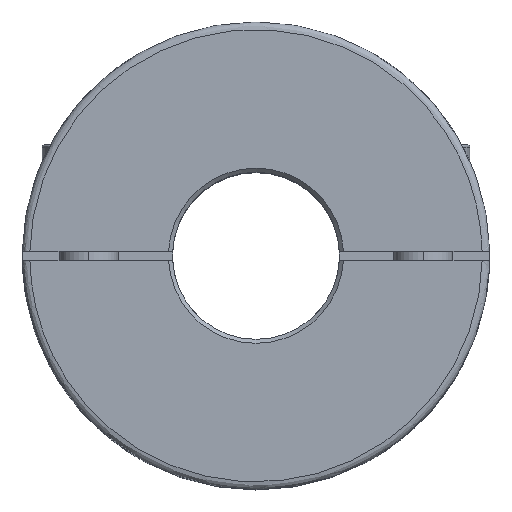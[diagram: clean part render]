
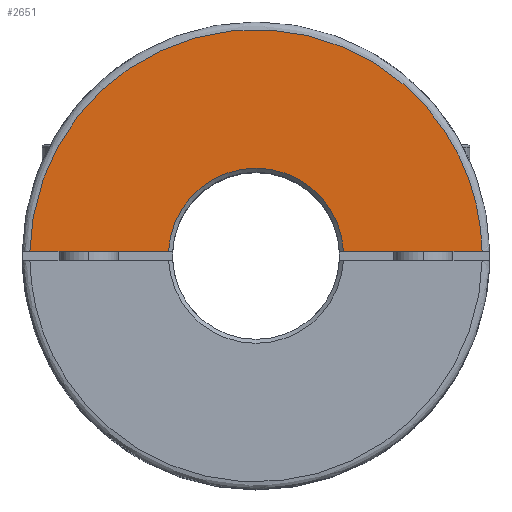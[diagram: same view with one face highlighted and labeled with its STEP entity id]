
A CAD part, top view. The second image highlights one B-rep face of the part: STEP entity #2651.
In plain terms, the highlighted planar face has unit normal (0, 0, 1).
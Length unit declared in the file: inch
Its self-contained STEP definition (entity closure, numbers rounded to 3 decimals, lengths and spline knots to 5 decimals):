
#540 = CARTESIAN_POINT ( 'NONE',  ( 1.52334, 0.02953, 1.29921 ) ) ;
#721 = CARTESIAN_POINT ( 'NONE',  ( 1.4665, 2.96197, 1.29921 ) ) ;
#780 = DIRECTION ( 'NONE',  ( 0., 0., -1. ) ) ;
#1379 = CARTESIAN_POINT ( 'NONE',  ( 1.52334, 0.02953, 1.29921 ) ) ;
#1524 = CARTESIAN_POINT ( 'NONE',  ( -1.52334, 0.02953, 1.29921 ) ) ;
#1827 = FACE_OUTER_BOUND ( 'NONE', #8469, .T. ) ;
#1954 = VERTEX_POINT ( 'NONE', #540 ) ;
#2047 = ORIENTED_EDGE ( 'NONE', *, *, #6231, .F. ) ;
#2319 = EDGE_CURVE ( 'NONE', #2500, #4029, #5188, .T. ) ;
#2466 = VERTEX_POINT ( 'NONE', #3897 ) ;
#2500 = VERTEX_POINT ( 'NONE', #6189 ) ;
#2555 = ORIENTED_EDGE ( 'NONE', *, *, #2319, .T. ) ;
#2599 = DIRECTION ( 'NONE',  ( 1., 0., 0. ) ) ;
#2651 = ADVANCED_FACE ( 'NONE', ( #1827 ), #5417, .T. ) ;
#2994 = CARTESIAN_POINT ( 'NONE',  ( 0., 0., 1.29921 ) ) ;
#3621 = CARTESIAN_POINT ( 'NONE',  ( 0.58932, 0.02953, 1.29921 ) ) ;
#3897 = CARTESIAN_POINT ( 'NONE',  ( -1.52334, 0.02953, 1.29921 ) ) ;
#4029 = VERTEX_POINT ( 'NONE', #3621 ) ;
#4723 = DIRECTION ( 'NONE',  ( 1., 0., 0. ) ) ;
#4763 = CARTESIAN_POINT ( 'NONE',  ( 0., 0., 1.29921 ) ) ;
#4969 = DIRECTION ( 'NONE',  ( 1., 0., 0. ) ) ;
#5047 = ORIENTED_EDGE ( 'NONE', *, *, #5822, .T. ) ;
#5068 = EDGE_CURVE ( 'NONE', #2466, #2500, #7830, .T. ) ;
#5188 = CIRCLE ( 'NONE', #5943, 0.59006 ) ;
#5417 = PLANE ( 'NONE',  #8335 ) ;
#5821 = DIRECTION ( 'NONE',  ( 1., 0., 0. ) ) ;
#5822 = EDGE_CURVE ( 'NONE', #4029, #1954, #7573, .T. ) ;
#5943 = AXIS2_PLACEMENT_3D ( 'NONE', #2994, #780, #5821 ) ;
#5992 = VECTOR ( 'NONE', #2599, 39.37008 ) ;
#6004 =( BOUNDED_CURVE ( )  B_SPLINE_CURVE ( 3, ( #1524, #7264, #721, #1379 ),
 .UNSPECIFIED., .F., .F. ) 
 B_SPLINE_CURVE_WITH_KNOTS ( ( 4, 4 ),
 ( 0., 1. ),
 .UNSPECIFIED. ) 
 CURVE ( )  GEOMETRIC_REPRESENTATION_ITEM ( )  RATIONAL_B_SPLINE_CURVE ( ( 1., 0.346, 0.346, 1. ) ) 
 REPRESENTATION_ITEM ( '' )  );
#6037 = CARTESIAN_POINT ( 'NONE',  ( 0.15748, 0.02953, 1.29921 ) ) ;
#6189 = CARTESIAN_POINT ( 'NONE',  ( -0.58932, 0.02953, 1.29921 ) ) ;
#6231 = EDGE_CURVE ( 'NONE', #2466, #1954, #6004, .T. ) ;
#7052 = VECTOR ( 'NONE', #4969, 39.37008 ) ;
#7264 = CARTESIAN_POINT ( 'NONE',  ( -1.4665, 2.96197, 1.29921 ) ) ;
#7380 = ORIENTED_EDGE ( 'NONE', *, *, #5068, .T. ) ;
#7573 = LINE ( 'NONE', #6037, #5992 ) ;
#7830 = LINE ( 'NONE', #9246, #7052 ) ;
#8284 = DIRECTION ( 'NONE',  ( 0., 0., 1. ) ) ;
#8335 = AXIS2_PLACEMENT_3D ( 'NONE', #4763, #8284, #4723 ) ;
#8469 = EDGE_LOOP ( 'NONE', ( #7380, #2555, #5047, #2047 ) ) ;
#9246 = CARTESIAN_POINT ( 'NONE',  ( 0.15748, 0.02953, 1.29921 ) ) ;
